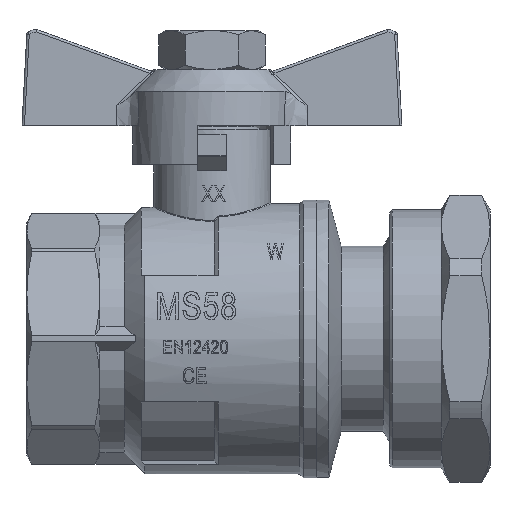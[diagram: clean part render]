
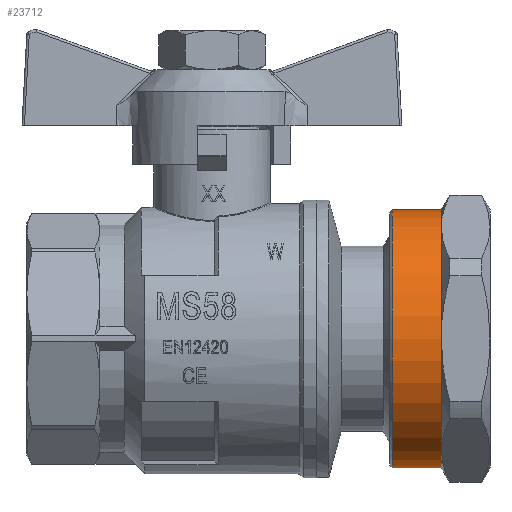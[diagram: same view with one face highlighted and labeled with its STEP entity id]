
A CAD part, top view. The second image highlights one B-rep face of the part: STEP entity #23712.
In plain terms, the highlighted cylindrical face has radius 26.5 mm (diameter 53 mm), a full revolution.
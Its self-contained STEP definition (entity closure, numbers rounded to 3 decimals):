
#2106=CYLINDRICAL_SURFACE('',#27139,26.5);
#11897=ORIENTED_EDGE('',*,*,#15550,.T.);
#11898=ORIENTED_EDGE('',*,*,#15551,.F.);
#11899=ORIENTED_EDGE('',*,*,#15552,.F.);
#11900=ORIENTED_EDGE('',*,*,#15553,.F.);
#11901=ORIENTED_EDGE('',*,*,#15554,.F.);
#11902=ORIENTED_EDGE('',*,*,#15555,.F.);
#11903=ORIENTED_EDGE('',*,*,#15556,.F.);
#15550=EDGE_CURVE('',#17959,#17959,#18392,.T.);
#15551=EDGE_CURVE('',#17960,#17961,#18393,.T.);
#15552=EDGE_CURVE('',#17962,#17960,#18394,.T.);
#15553=EDGE_CURVE('',#17963,#17962,#18395,.T.);
#15554=EDGE_CURVE('',#17964,#17963,#18396,.T.);
#15555=EDGE_CURVE('',#17965,#17964,#18397,.T.);
#15556=EDGE_CURVE('',#17961,#17965,#18398,.T.);
#17959=VERTEX_POINT('',#49130);
#17960=VERTEX_POINT('',#49132);
#17961=VERTEX_POINT('',#49133);
#17962=VERTEX_POINT('',#49135);
#17963=VERTEX_POINT('',#49137);
#17964=VERTEX_POINT('',#49139);
#17965=VERTEX_POINT('',#49141);
#18392=CIRCLE('',#27140,26.5);
#18393=CIRCLE('',#27141,26.5);
#18394=CIRCLE('',#27142,26.5);
#18395=CIRCLE('',#27143,26.5);
#18396=CIRCLE('',#27144,26.5);
#18397=CIRCLE('',#27145,26.5);
#18398=CIRCLE('',#27146,26.5);
#19833=EDGE_LOOP('',(#11897));
#19834=EDGE_LOOP('',(#11898,#11899,#11900,#11901,#11902,#11903));
#21290=FACE_BOUND('',#19833,.T.);
#21291=FACE_BOUND('',#19834,.T.);
#23712=ADVANCED_FACE('',(#21290,#21291),#2106,.T.);
#27139=AXIS2_PLACEMENT_3D('',#49128,#35164,#35165);
#27140=AXIS2_PLACEMENT_3D('',#49129,#35166,#35167);
#27141=AXIS2_PLACEMENT_3D('',#49131,#35168,#35169);
#27142=AXIS2_PLACEMENT_3D('',#49134,#35170,#35171);
#27143=AXIS2_PLACEMENT_3D('',#49136,#35172,#35173);
#27144=AXIS2_PLACEMENT_3D('',#49138,#35174,#35175);
#27145=AXIS2_PLACEMENT_3D('',#49140,#35176,#35177);
#27146=AXIS2_PLACEMENT_3D('',#49142,#35178,#35179);
#35164=DIRECTION('',(-1.,0.,0.));
#35165=DIRECTION('',(0.,1.,0.));
#35166=DIRECTION('',(1.,0.,0.));
#35167=DIRECTION('',(0.,-1.,0.));
#35168=DIRECTION('',(1.,0.,0.));
#35169=DIRECTION('',(0.,-1.,0.));
#35170=DIRECTION('',(1.,0.,0.));
#35171=DIRECTION('',(0.,-1.,0.));
#35172=DIRECTION('',(1.,0.,0.));
#35173=DIRECTION('',(0.,-1.,0.));
#35174=DIRECTION('',(1.,0.,0.));
#35175=DIRECTION('',(0.,-1.,0.));
#35176=DIRECTION('',(1.,0.,0.));
#35177=DIRECTION('',(0.,-1.,0.));
#35178=DIRECTION('',(1.,0.,0.));
#35179=DIRECTION('',(0.,-1.,0.));
#49128=CARTESIAN_POINT('',(49.55,0.,0.));
#49129=CARTESIAN_POINT('',(37.,0.,0.));
#49130=CARTESIAN_POINT('',(37.,-26.5,0.));
#49131=CARTESIAN_POINT('',(47.1,0.,0.));
#49132=CARTESIAN_POINT('',(47.1,13.25,-22.95));
#49133=CARTESIAN_POINT('',(47.1,26.5,0.));
#49134=CARTESIAN_POINT('',(47.1,0.,0.));
#49135=CARTESIAN_POINT('',(47.1,-13.25,-22.95));
#49136=CARTESIAN_POINT('',(47.1,0.,0.));
#49137=CARTESIAN_POINT('',(47.1,-26.5,0.));
#49138=CARTESIAN_POINT('',(47.1,0.,0.));
#49139=CARTESIAN_POINT('',(47.1,-13.25,22.95));
#49140=CARTESIAN_POINT('',(47.1,0.,0.));
#49141=CARTESIAN_POINT('',(47.1,13.25,22.95));
#49142=CARTESIAN_POINT('',(47.1,0.,0.));
